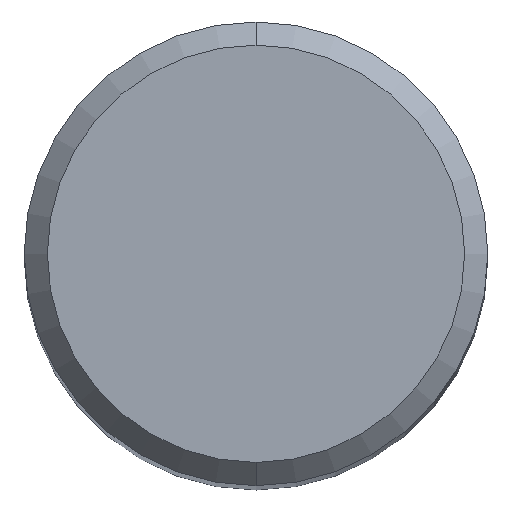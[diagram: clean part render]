
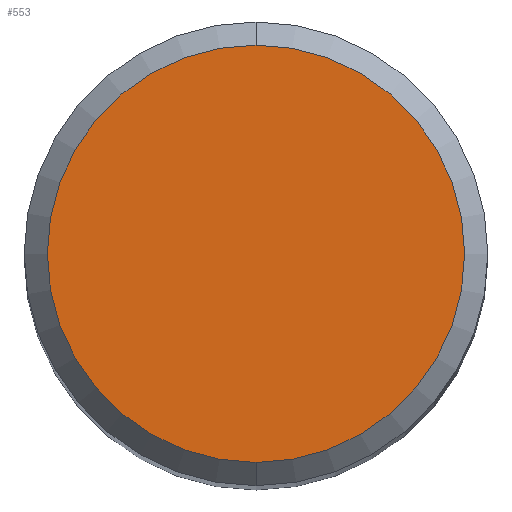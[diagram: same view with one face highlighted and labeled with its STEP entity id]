
A CAD part, top view. The second image highlights one B-rep face of the part: STEP entity #553.
In plain terms, the highlighted planar face has unit normal (0, 0, 1).
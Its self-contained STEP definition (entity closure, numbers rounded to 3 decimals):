
#511=VERTEX_POINT('',#1103);
#553=ADVANCED_FACE('',(#1148),#1149,.T.);
#711=EDGE_CURVE('',#725,#511,#1323,.T.);
#725=VERTEX_POINT('',#1337);
#795=EDGE_CURVE('',#511,#725,#1411,.T.);
#1103=CARTESIAN_POINT('',(0.,-4.5,0.0));
#1148=FACE_OUTER_BOUND('',#2991,.T.);
#1149=PLANE('',#2992);
#1323=CIRCLE('',#4136,4.5);
#1337=CARTESIAN_POINT('',(0.0,4.5,0.0));
#1411=CIRCLE('',#4460,4.5);
#2991=EDGE_LOOP('',(#6197,#6198));
#2992=AXIS2_PLACEMENT_3D('',#6199,#6200,#6201);
#4136=AXIS2_PLACEMENT_3D('',#6390,#6391,#6392);
#4460=AXIS2_PLACEMENT_3D('',#6456,#6457,#6458);
#6197=ORIENTED_EDGE('',*,*,#711,.F.);
#6198=ORIENTED_EDGE('',*,*,#795,.F.);
#6199=CARTESIAN_POINT('',(0.0,2.25,0.0));
#6200=DIRECTION('',(-0.0,0.0,1.0));
#6201=DIRECTION('',(0.0,-1.0,0.0));
#6390=CARTESIAN_POINT('',(0.0,0.0,0.0));
#6391=DIRECTION('',(0.0,0.0,-1.0));
#6392=DIRECTION('',(0.0,1.0,0.0));
#6456=CARTESIAN_POINT('',(0.0,0.0,0.0));
#6457=DIRECTION('',(0.0,0.0,-1.0));
#6458=DIRECTION('',(0.0,1.0,0.0));
